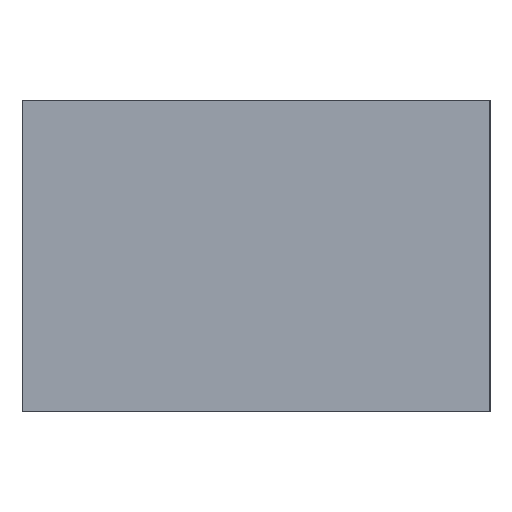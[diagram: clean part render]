
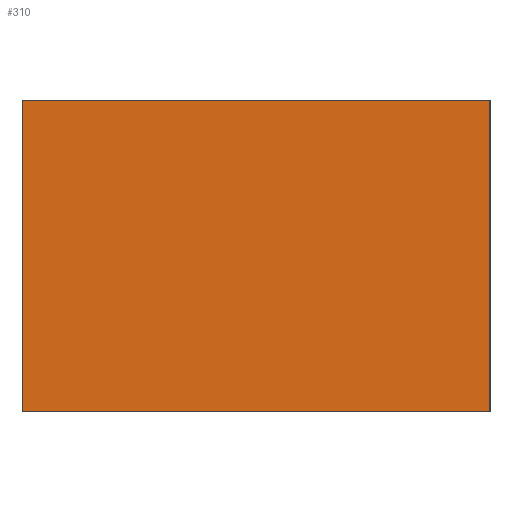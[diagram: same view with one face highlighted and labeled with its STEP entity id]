
A CAD part, left-side view. The second image highlights one B-rep face of the part: STEP entity #310.
In plain terms, the highlighted planar face has unit normal (-1, 0, 0).
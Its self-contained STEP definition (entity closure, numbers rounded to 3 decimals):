
#13 = CARTESIAN_POINT ( 'NONE',  ( -282., 0., 10. ) ) ;
#31 = EDGE_CURVE ( 'NONE', #293, #325, #797, .T. ) ;
#48 = CARTESIAN_POINT ( 'NONE',  ( -282., 30., -10. ) ) ;
#51 = EDGE_LOOP ( 'NONE', ( #257, #597, #908, #495 ) ) ;
#81 = LINE ( 'NONE', #549, #118 ) ;
#99 = CARTESIAN_POINT ( 'NONE',  ( -282., 0., -10. ) ) ;
#102 = CARTESIAN_POINT ( 'NONE',  ( -282., 0., 46.056 ) ) ;
#113 = DIRECTION ( 'NONE',  ( 1., 0., 0. ) ) ;
#118 = VECTOR ( 'NONE', #873, 1000. ) ;
#125 = PLANE ( 'NONE',  #592 ) ;
#163 = VECTOR ( 'NONE', #290, 1000. ) ;
#174 = VERTEX_POINT ( 'NONE', #99 ) ;
#213 = CARTESIAN_POINT ( 'NONE',  ( -282., 30., 46.056 ) ) ;
#215 = EDGE_CURVE ( 'NONE', #325, #174, #918, .T. ) ;
#257 = ORIENTED_EDGE ( 'NONE', *, *, #508, .F. ) ;
#290 = DIRECTION ( 'NONE',  ( 0., 1., 0. ) ) ;
#293 = VERTEX_POINT ( 'NONE', #753 ) ;
#310 = ADVANCED_FACE ( 'NONE', ( #904 ), #125, .F. ) ;
#325 = VERTEX_POINT ( 'NONE', #48 ) ;
#339 = VECTOR ( 'NONE', #490, 1000. ) ;
#352 = LINE ( 'NONE', #13, #163 ) ;
#396 = VECTOR ( 'NONE', #608, 1000. ) ;
#438 = EDGE_CURVE ( 'NONE', #771, #293, #352, .T. ) ;
#465 = DIRECTION ( 'NONE',  ( 0., 0., -1. ) ) ;
#490 = DIRECTION ( 'NONE',  ( 0., 0., -1. ) ) ;
#495 = ORIENTED_EDGE ( 'NONE', *, *, #215, .T. ) ;
#508 = EDGE_CURVE ( 'NONE', #771, #174, #81, .T. ) ;
#529 = CARTESIAN_POINT ( 'NONE',  ( -282., 0., -10. ) ) ;
#549 = CARTESIAN_POINT ( 'NONE',  ( -282., 0., 46.056 ) ) ;
#592 = AXIS2_PLACEMENT_3D ( 'NONE', #102, #113, #465 ) ;
#597 = ORIENTED_EDGE ( 'NONE', *, *, #438, .T. ) ;
#608 = DIRECTION ( 'NONE',  ( 0., -1., 0. ) ) ;
#753 = CARTESIAN_POINT ( 'NONE',  ( -282., 30., 10. ) ) ;
#771 = VERTEX_POINT ( 'NONE', #788 ) ;
#788 = CARTESIAN_POINT ( 'NONE',  ( -282., 0., 10. ) ) ;
#797 = LINE ( 'NONE', #213, #339 ) ;
#873 = DIRECTION ( 'NONE',  ( 0., 0., -1. ) ) ;
#904 = FACE_OUTER_BOUND ( 'NONE', #51, .T. ) ;
#908 = ORIENTED_EDGE ( 'NONE', *, *, #31, .T. ) ;
#918 = LINE ( 'NONE', #529, #396 ) ;
